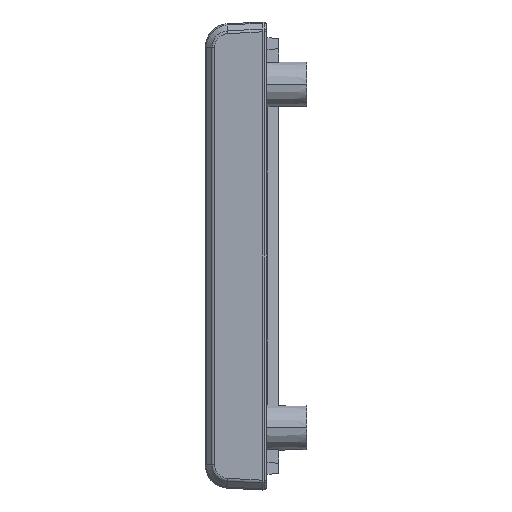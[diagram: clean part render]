
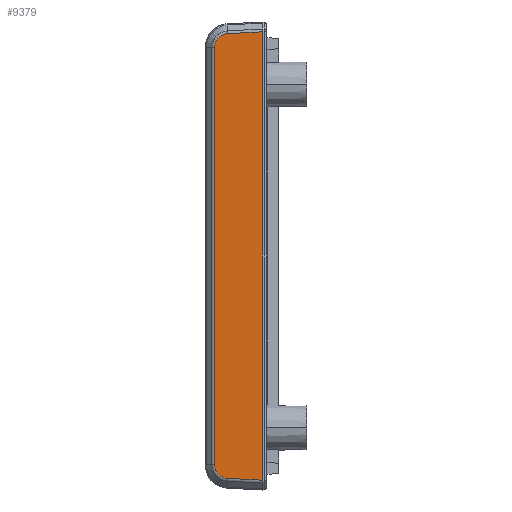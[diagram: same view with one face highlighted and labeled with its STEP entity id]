
A CAD part, left-side view. The second image highlights one B-rep face of the part: STEP entity #9379.
In plain terms, the highlighted planar face has unit normal (-0.999, 0.052, 0).
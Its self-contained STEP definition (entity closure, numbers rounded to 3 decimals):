
#1532=DIRECTION('',(-0.052,-0.997,-0.053));
#1533=VECTOR('',#1532,2.23);
#1534=CARTESIAN_POINT('',(48.135,2.573,-14.235));
#1535=LINE('',#1534,#1533);
#1536=CARTESIAN_POINT('',(48.178,3.401,-13.367));
#1537=CARTESIAN_POINT('',(48.178,3.401,-13.402));
#1538=CARTESIAN_POINT('',(48.178,3.397,-13.478));
#1539=CARTESIAN_POINT('',(48.177,3.371,-13.607));
#1540=CARTESIAN_POINT('',(48.174,3.32,-13.743));
#1541=CARTESIAN_POINT('',(48.17,3.241,-13.878));
#1542=CARTESIAN_POINT('',(48.165,3.139,-13.995));
#1543=CARTESIAN_POINT('',(48.159,3.033,-14.081));
#1544=CARTESIAN_POINT('',(48.153,2.929,-14.143));
#1545=CARTESIAN_POINT('',(48.148,2.829,-14.186));
#1546=CARTESIAN_POINT('',(48.143,2.737,-14.214));
#1547=CARTESIAN_POINT('',(48.139,2.651,-14.229));
#1548=CARTESIAN_POINT('',(48.136,2.599,-14.234));
#1549=CARTESIAN_POINT('',(48.135,2.573,-14.235));
#1551=DIRECTION('',(0.,0.,-1.));
#1552=VECTOR('',#1551,26.734);
#1553=CARTESIAN_POINT('',(48.178,3.401,13.367));
#1554=LINE('',#1553,#1552);
#1555=CARTESIAN_POINT('',(48.135,2.573,14.235));
#1556=CARTESIAN_POINT('',(48.136,2.599,14.234));
#1557=CARTESIAN_POINT('',(48.139,2.652,14.229));
#1558=CARTESIAN_POINT('',(48.144,2.739,14.213));
#1559=CARTESIAN_POINT('',(48.148,2.832,14.185));
#1560=CARTESIAN_POINT('',(48.154,2.931,14.142));
#1561=CARTESIAN_POINT('',(48.159,3.034,14.08));
#1562=CARTESIAN_POINT('',(48.164,3.138,13.995));
#1563=CARTESIAN_POINT('',(48.17,3.24,13.88));
#1564=CARTESIAN_POINT('',(48.174,3.321,13.742));
#1565=CARTESIAN_POINT('',(48.177,3.372,13.605));
#1566=CARTESIAN_POINT('',(48.178,3.397,13.475));
#1567=CARTESIAN_POINT('',(48.178,3.401,13.401));
#1568=CARTESIAN_POINT('',(48.178,3.401,13.367));
#1570=DIRECTION('',(0.052,0.997,-0.053));
#1571=VECTOR('',#1570,2.23);
#1572=CARTESIAN_POINT('',(48.018,0.35,14.353));
#1573=LINE('',#1572,#1571);
#1574=DIRECTION('',(0.,0.,1.));
#1575=VECTOR('',#1574,28.705);
#1576=CARTESIAN_POINT('',(48.018,0.35,
-14.353));
#1577=LINE('',#1576,#1575);
#7261=CARTESIAN_POINT('',(48.135,2.573,-14.235));
#7262=CARTESIAN_POINT('',(48.018,0.35,
-14.353));
#7263=VERTEX_POINT('',#7261);
#7264=VERTEX_POINT('',#7262);
#7265=VERTEX_POINT('',#1536);
#7267=CARTESIAN_POINT('',(48.178,3.401,13.367));
#7268=VERTEX_POINT('',#7267);
#7271=VERTEX_POINT('',#1555);
#7273=CARTESIAN_POINT('',(48.018,0.35,14.353));
#7274=VERTEX_POINT('',#7273);
#9362=CARTESIAN_POINT('',(48.,0.,-22.2));
#9363=DIRECTION('',(-0.999,0.052,0.));
#9364=DIRECTION('',(0.,0.,-1.));
#9365=AXIS2_PLACEMENT_3D('',#9362,#9363,#9364);
#9366=PLANE('',#9365);
#9367=ORIENTED_EDGE('',*,*,#9281,.F.);
#9368=ORIENTED_EDGE('',*,*,#9353,.F.);
#9370=ORIENTED_EDGE('',*,*,#9369,.F.);
#9372=ORIENTED_EDGE('',*,*,#9371,.F.);
#9374=ORIENTED_EDGE('',*,*,#9373,.F.);
#9376=ORIENTED_EDGE('',*,*,#9375,.F.);
#9377=EDGE_LOOP('',(#9367,#9368,#9370,#9372,#9374,#9376));
#9378=FACE_OUTER_BOUND('',#9377,.F.);
#1550=B_SPLINE_CURVE_WITH_KNOTS('',3,(#1536,#1537,#1538,#1539,#1540,#1541,#1542,
#1543,#1544,#1545,#1546,#1547,#1548,#1549),.UNSPECIFIED.,.F.,.F.,(4,1,1,1,1,1,1,
1,1,1,1,4),(0.,0.091,0.182,0.273,
0.364,0.455,0.545,0.636,
0.727,0.818,0.909,1.),.UNSPECIFIED.);
#1569=B_SPLINE_CURVE_WITH_KNOTS('',3,(#1555,#1556,#1557,#1558,#1559,#1560,#1561,
#1562,#1563,#1564,#1565,#1566,#1567,#1568),.UNSPECIFIED.,.F.,.F.,(4,1,1,1,1,1,1,
1,1,1,1,4),(0.,0.091,0.182,0.273,
0.364,0.455,0.545,0.636,
0.727,0.818,0.909,1.),.UNSPECIFIED.);
#9281=EDGE_CURVE('',#7263,#7264,#1535,.T.);
#9353=EDGE_CURVE('',#7265,#7263,#1550,.T.);
#9369=EDGE_CURVE('',#7268,#7265,#1554,.T.);
#9371=EDGE_CURVE('',#7271,#7268,#1569,.T.);
#9373=EDGE_CURVE('',#7274,#7271,#1573,.T.);
#9375=EDGE_CURVE('',#7264,#7274,#1577,.T.);
#9379=ADVANCED_FACE('',(#9378),#9366,.T.);
